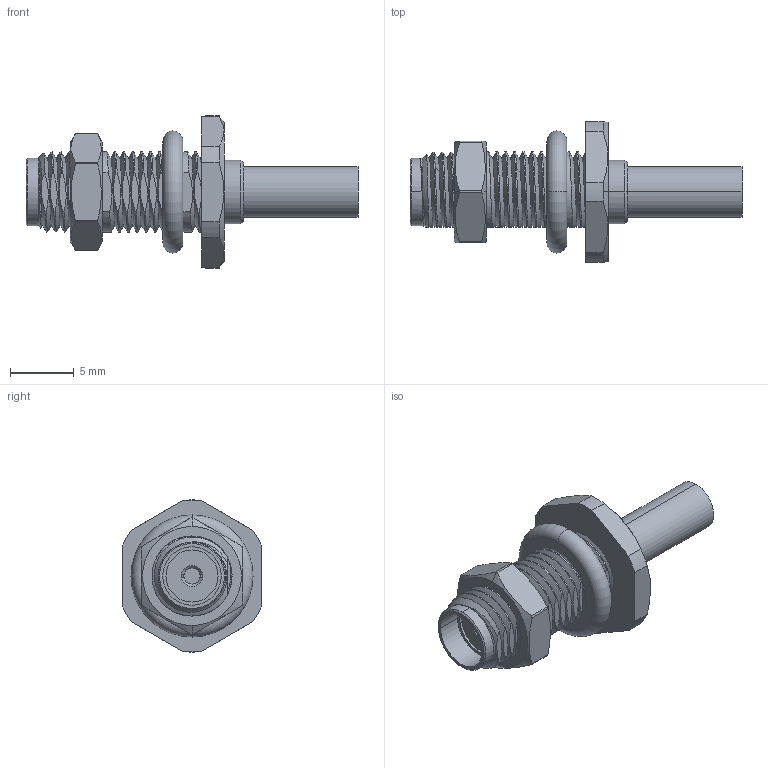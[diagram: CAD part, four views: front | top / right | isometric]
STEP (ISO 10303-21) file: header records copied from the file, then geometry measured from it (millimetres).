
FILE_DESCRIPTION((''),'2;1');
FILE_NAME('PRT0001','2021-08-15T',('1111'),(''),'PRO/ENGINEER BY PARAMETRIC TECHNOLOGY CORPORATION, 2012090','PRO/ENGINEER BY PARAMETRIC TECHNOLOGY CORPORATION, 2012090','');
FILE_SCHEMA(('CONFIG_CONTROL_DESIGN'));
Length unit declared in the file: millimetre
Products named in the file (1): PRT0001
Bounding box: 26.1 x 11 x 11.96 mm (x, y, z)
Volume: 745.6 mm3; surface area: 1161.1 mm2
Topology: 1 solids, 1 shells, 939 faces, 2228 edges, 1304 vertices
Faces by surface type: plane 485, extrusion 288, cylinder 132, cone 19, bspline 13, torus 2
Entity records: 33306 total; most frequent: CARTESIAN_POINT 14830, ORIENTED_EDGE 4456, DIRECTION 2456, EDGE_CURVE 2228, B_SPLINE_CURVE_WITH_KNOTS 1754, VERTEX_POINT 1304, EDGE_LOOP 952, FACE_OUTER_BOUND 939
